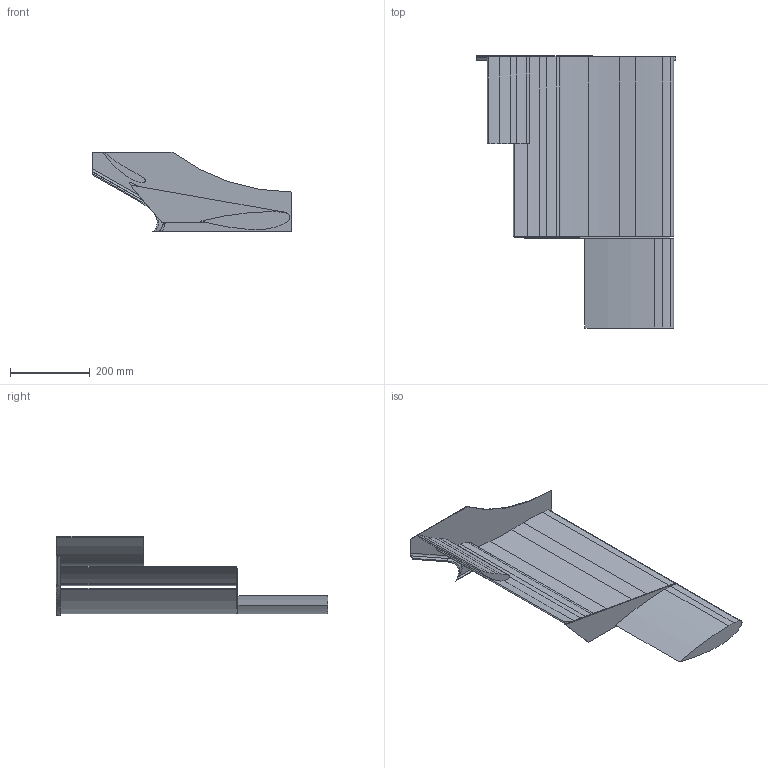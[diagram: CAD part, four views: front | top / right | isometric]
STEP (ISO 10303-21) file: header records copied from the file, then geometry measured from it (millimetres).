
FILE_DESCRIPTION(/* description */ (''),/* implementation_level */ '2;1');
FILE_NAME(/* name */ 'Fr.wing.stp',/* time_stamp */ '2018-02-26T20:06:22+09:00',/* author */ ('ku_sk'),/* organization */ (''),/* preprocessor_version */ 'ST-DEVELOPER v17',/* originating_system */ 'Autodesk Inventor 2018',/* authorisation */ '');
FILE_SCHEMA (('AUTOMOTIVE_DESIGN { 1 0 10303 214 3 1 1 }'));
Length unit declared in the file: millimetre
Products named in the file (7): Fr.wing; endplate; mainflap; subflap; subflap2; bracket; mainflapcenter
Assembly tree (6 placements, depth 2):
  Fr.wing
    endplate
    mainflap
    subflap
    subflap2
    bracket
    mainflapcenter
Bounding box: 500 x 680 x 200 mm (x, y, z)
Volume: 7282059.7 mm3; surface area: 804270.6 mm2
Topology: 6 solids, 6 shells, 76 faces, 190 edges, 126 vertices
Faces by surface type: cylinder 48, plane 24, bspline 4
Entity records: 2753 total; most frequent: CARTESIAN_POINT 617, DIRECTION 449, ORIENTED_EDGE 380, EDGE_CURVE 190, AXIS2_PLACEMENT_3D 182, VERTEX_POINT 126, CIRCLE 94, LINE 85
